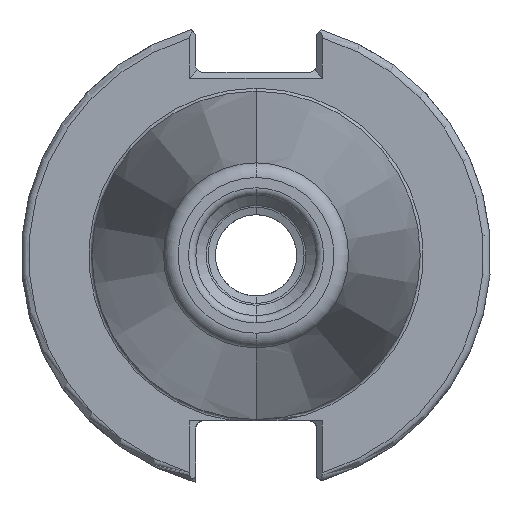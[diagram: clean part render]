
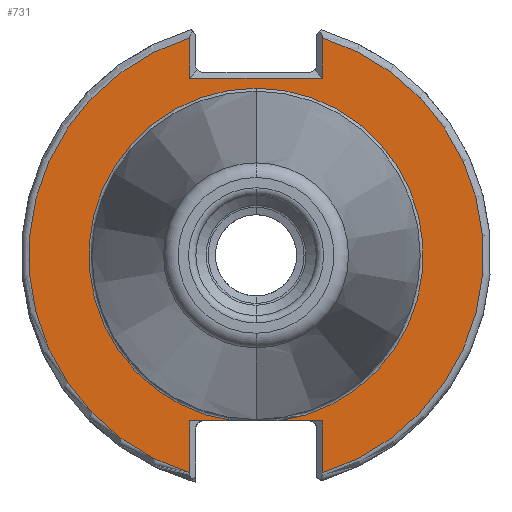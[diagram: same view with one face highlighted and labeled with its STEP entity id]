
A CAD part, left-side view. The second image highlights one B-rep face of the part: STEP entity #731.
In plain terms, the highlighted planar face has unit normal (-1, 0, 0).
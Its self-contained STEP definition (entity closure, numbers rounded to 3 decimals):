
#60 = ORIENTED_EDGE ( 'NONE', *, *, #1246, .T. ) ;
#214 = CARTESIAN_POINT ( 'NONE',  ( -76.82, 3.112, -22.41 ) ) ;
#277 = LINE ( 'NONE', #3965, #4516 ) ;
#312 = CARTESIAN_POINT ( 'NONE',  ( -76.82, 8.99, 29.433 ) ) ;
#314 = DIRECTION ( 'NONE',  ( 0., 0., 1. ) ) ;
#320 = DIRECTION ( 'NONE',  ( -1., 0., 0. ) ) ;
#324 = CARTESIAN_POINT ( 'NONE',  ( -76.82, 0., 0. ) ) ;
#349 = CARTESIAN_POINT ( 'NONE',  ( -76.82, 8.99, 0. ) ) ;
#402 = EDGE_CURVE ( 'NONE', #1974, #919, #1776, .T. ) ;
#415 = DIRECTION ( 'NONE',  ( 0., 0., 1. ) ) ;
#430 = VERTEX_POINT ( 'NONE', #1181 ) ;
#503 = EDGE_CURVE ( 'NONE', #919, #3004, #1515, .T. ) ;
#602 = EDGE_CURVE ( 'NONE', #3004, #2047, #1263, .T. ) ;
#605 = DIRECTION ( 'NONE',  ( 0., 0., -1. ) ) ;
#614 = DIRECTION ( 'NONE',  ( -1., 0., 0. ) ) ;
#629 = CARTESIAN_POINT ( 'NONE',  ( -76.82, 0., 0. ) ) ;
#684 = VECTOR ( 'NONE', #1232, 1000. ) ;
#690 = EDGE_CURVE ( 'NONE', #2047, #3603, #864, .T. ) ;
#713 = VERTEX_POINT ( 'NONE', #4063 ) ;
#731 = ADVANCED_FACE ( 'NONE', ( #1840 ), #4281, .F. ) ;
#742 = ORIENTED_EDGE ( 'NONE', *, *, #1092, .T. ) ;
#745 = LINE ( 'NONE', #3779, #2807 ) ;
#760 = EDGE_CURVE ( 'NONE', #4537, #430, #745, .T. ) ;
#770 = ORIENTED_EDGE ( 'NONE', *, *, #402, .T. ) ;
#802 = EDGE_CURVE ( 'NONE', #430, #713, #2677, .T. ) ;
#864 = LINE ( 'NONE', #4268, #5108 ) ;
#919 = VERTEX_POINT ( 'NONE', #312 ) ;
#994 = ORIENTED_EDGE ( 'NONE', *, *, #802, .T. ) ;
#1060 = EDGE_LOOP ( 'NONE', ( #770, #2298, #3418, #1916, #4463, #2900, #3392, #994, #742, #3054, #60 ) ) ;
#1092 = EDGE_CURVE ( 'NONE', #713, #2309, #2612, .T. ) ;
#1124 = VECTOR ( 'NONE', #415, 1000. ) ;
#1167 = EDGE_CURVE ( 'NONE', #2309, #1359, #277, .T. ) ;
#1181 = CARTESIAN_POINT ( 'NONE',  ( -76.82, -8.99, -22.41 ) ) ;
#1232 = DIRECTION ( 'NONE',  ( 0., 0., 1. ) ) ;
#1246 = EDGE_CURVE ( 'NONE', #1359, #1974, #3045, .T. ) ;
#1263 = LINE ( 'NONE', #349, #1124 ) ;
#1275 = CARTESIAN_POINT ( 'NONE',  ( -76.82, 8.99, 30.701 ) ) ;
#1304 = CIRCLE ( 'NONE', #4095, 22.625 ) ;
#1359 = VERTEX_POINT ( 'NONE', #1962 ) ;
#1515 = CIRCLE ( 'NONE', #1813, 30.775 ) ;
#1776 = LINE ( 'NONE', #1275, #684 ) ;
#1813 = AXIS2_PLACEMENT_3D ( 'NONE', #629, #614, #605 ) ;
#1840 = FACE_OUTER_BOUND ( 'NONE', #1060, .T. ) ;
#1916 = ORIENTED_EDGE ( 'NONE', *, *, #690, .T. ) ;
#1962 = CARTESIAN_POINT ( 'NONE',  ( -76.82, -8.99, 24. ) ) ;
#1974 = VERTEX_POINT ( 'NONE', #3763 ) ;
#1992 = CARTESIAN_POINT ( 'NONE',  ( -76.82, -3.112, -22.41 ) ) ;
#2047 = VERTEX_POINT ( 'NONE', #5258 ) ;
#2298 = ORIENTED_EDGE ( 'NONE', *, *, #503, .T. ) ;
#2309 = VERTEX_POINT ( 'NONE', #4833 ) ;
#2612 = CIRCLE ( 'NONE', #3451, 30.775 ) ;
#2667 = DIRECTION ( 'NONE',  ( -1., 0., 0. ) ) ;
#2677 = LINE ( 'NONE', #3023, #3632 ) ;
#2686 = CARTESIAN_POINT ( 'NONE',  ( -76.82, 0., 0. ) ) ;
#2723 = EDGE_CURVE ( 'NONE', #4537, #4244, #5230, .T. ) ;
#2801 = DIRECTION ( 'NONE',  ( 0., 0., 1. ) ) ;
#2807 = VECTOR ( 'NONE', #3908, 1000. ) ;
#2852 = DIRECTION ( 'NONE',  ( 0., 1., 0. ) ) ;
#2895 = EDGE_CURVE ( 'NONE', #4244, #3603, #1304, .T. ) ;
#2900 = ORIENTED_EDGE ( 'NONE', *, *, #2723, .F. ) ;
#2977 = CARTESIAN_POINT ( 'NONE',  ( -76.82, 0., 24. ) ) ;
#3004 = VERTEX_POINT ( 'NONE', #4821 ) ;
#3023 = CARTESIAN_POINT ( 'NONE',  ( -76.82, -8.99, 0. ) ) ;
#3045 = LINE ( 'NONE', #2977, #3183 ) ;
#3054 = ORIENTED_EDGE ( 'NONE', *, *, #1167, .T. ) ;
#3183 = VECTOR ( 'NONE', #2852, 1000. ) ;
#3392 = ORIENTED_EDGE ( 'NONE', *, *, #760, .T. ) ;
#3416 = DIRECTION ( 'NONE',  ( 0., 0., -1. ) ) ;
#3418 = ORIENTED_EDGE ( 'NONE', *, *, #602, .T. ) ;
#3451 = AXIS2_PLACEMENT_3D ( 'NONE', #4400, #4395, #4393 ) ;
#3603 = VERTEX_POINT ( 'NONE', #214 ) ;
#3632 = VECTOR ( 'NONE', #3416, 1000. ) ;
#3763 = CARTESIAN_POINT ( 'NONE',  ( -76.82, 8.99, 24. ) ) ;
#3779 = CARTESIAN_POINT ( 'NONE',  ( -76.82, -8.19, -22.41 ) ) ;
#3808 = DIRECTION ( 'NONE',  ( 0., 0., -1. ) ) ;
#3889 = DIRECTION ( 'NONE',  ( 1., 0., 0. ) ) ;
#3908 = DIRECTION ( 'NONE',  ( 0., -1., 0. ) ) ;
#3945 = DIRECTION ( 'NONE',  ( 0., 0., -1. ) ) ;
#3965 = CARTESIAN_POINT ( 'NONE',  ( -76.82, -8.99, 24.8 ) ) ;
#4019 = CARTESIAN_POINT ( 'NONE',  ( -76.82, 0., 0. ) ) ;
#4047 = CARTESIAN_POINT ( 'NONE',  ( -76.82, 0., 22.625 ) ) ;
#4063 = CARTESIAN_POINT ( 'NONE',  ( -76.82, -8.99, -29.433 ) ) ;
#4095 = AXIS2_PLACEMENT_3D ( 'NONE', #2686, #2667, #2801 ) ;
#4153 = DIRECTION ( 'NONE',  ( 0., -1., 0. ) ) ;
#4210 = AXIS2_PLACEMENT_3D ( 'NONE', #4019, #3889, #3945 ) ;
#4244 = VERTEX_POINT ( 'NONE', #4047 ) ;
#4268 = CARTESIAN_POINT ( 'NONE',  ( -76.82, -8.19, -22.41 ) ) ;
#4281 = PLANE ( 'NONE',  #4210 ) ;
#4393 = DIRECTION ( 'NONE',  ( 0., 0., -1. ) ) ;
#4395 = DIRECTION ( 'NONE',  ( -1., 0., 0. ) ) ;
#4400 = CARTESIAN_POINT ( 'NONE',  ( -76.82, 0., 0. ) ) ;
#4463 = ORIENTED_EDGE ( 'NONE', *, *, #2895, .F. ) ;
#4516 = VECTOR ( 'NONE', #3808, 1000. ) ;
#4537 = VERTEX_POINT ( 'NONE', #1992 ) ;
#4821 = CARTESIAN_POINT ( 'NONE',  ( -76.82, 8.99, -29.433 ) ) ;
#4833 = CARTESIAN_POINT ( 'NONE',  ( -76.82, -8.99, 29.433 ) ) ;
#5000 = AXIS2_PLACEMENT_3D ( 'NONE', #324, #320, #314 ) ;
#5108 = VECTOR ( 'NONE', #4153, 1000. ) ;
#5230 = CIRCLE ( 'NONE', #5000, 22.625 ) ;
#5258 = CARTESIAN_POINT ( 'NONE',  ( -76.82, 8.99, -22.41 ) ) ;
